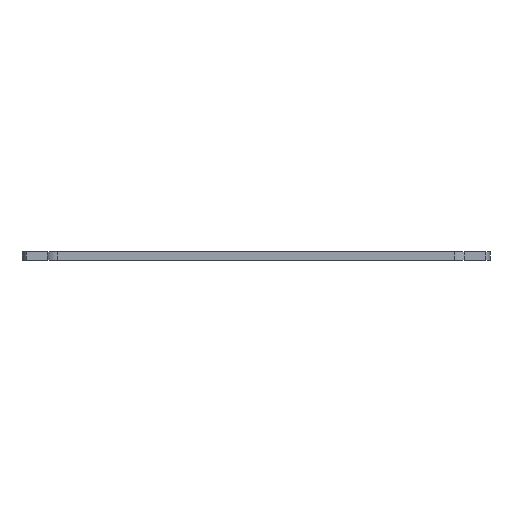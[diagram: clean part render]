
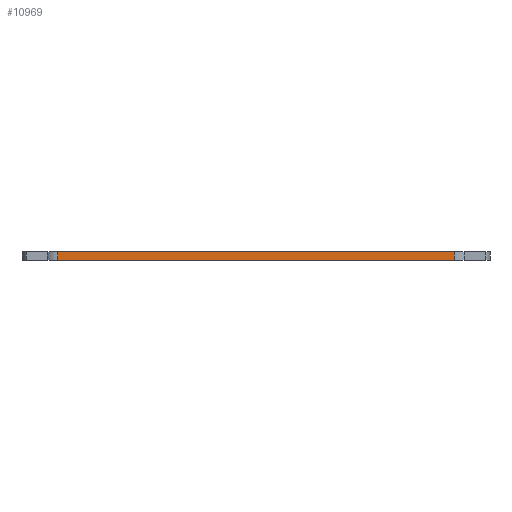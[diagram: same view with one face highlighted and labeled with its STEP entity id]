
A CAD part, left-side view. The second image highlights one B-rep face of the part: STEP entity #10969.
In plain terms, the highlighted planar face has unit normal (-1, 0, 0).
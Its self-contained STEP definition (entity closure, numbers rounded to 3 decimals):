
#83 = PLANE('',#84);
#84 = AXIS2_PLACEMENT_3D('',#85,#86,#87);
#85 = CARTESIAN_POINT('',(136.528,-69.85,1.6));
#86 = DIRECTION('',(-0.,-0.,-1.));
#87 = DIRECTION('',(-1.,0.,0.));
#137 = PLANE('',#138);
#138 = AXIS2_PLACEMENT_3D('',#139,#140,#141);
#139 = CARTESIAN_POINT('',(136.528,-69.85,0.));
#140 = DIRECTION('',(-0.,-0.,-1.));
#141 = DIRECTION('',(-1.,0.,0.));
#429 = VERTEX_POINT('',#430);
#430 = CARTESIAN_POINT('',(30.14,-107.675,0.));
#449 = CYLINDRICAL_SURFACE('',#450,2.79);
#450 = AXIS2_PLACEMENT_3D('',#451,#452,#453);
#451 = CARTESIAN_POINT('',(32.93,-107.675,0.));
#452 = DIRECTION('',(-0.,-0.,-1.));
#453 = DIRECTION('',(1.,0.,-0.));
#461 = EDGE_CURVE('',#429,#462,#464,.T.);
#462 = VERTEX_POINT('',#463);
#463 = CARTESIAN_POINT('',(30.139,-32.038,0.));
#464 = SURFACE_CURVE('',#465,(#469,#476),.PCURVE_S1.);
#465 = LINE('',#466,#467);
#466 = CARTESIAN_POINT('',(30.14,-107.675,0.));
#467 = VECTOR('',#468,1.);
#468 = DIRECTION('',(0.,1.,0.));
#469 = PCURVE('',#137,#470);
#470 = DEFINITIONAL_REPRESENTATION('',(#471),#475);
#471 = LINE('',#472,#473);
#472 = CARTESIAN_POINT('',(106.388,-37.825));
#473 = VECTOR('',#474,1.);
#474 = DIRECTION('',(0.,1.));
#475 = ( GEOMETRIC_REPRESENTATION_CONTEXT(2) 
PARAMETRIC_REPRESENTATION_CONTEXT() REPRESENTATION_CONTEXT('2D SPACE',''
  ) );
#476 = PCURVE('',#477,#482);
#477 = PLANE('',#478);
#478 = AXIS2_PLACEMENT_3D('',#479,#480,#481);
#479 = CARTESIAN_POINT('',(30.14,-107.675,0.));
#480 = DIRECTION('',(-1.,0.,0.));
#481 = DIRECTION('',(0.,1.,0.));
#482 = DEFINITIONAL_REPRESENTATION('',(#483),#487);
#483 = LINE('',#484,#485);
#484 = CARTESIAN_POINT('',(0.,0.));
#485 = VECTOR('',#486,1.);
#486 = DIRECTION('',(1.,0.));
#487 = ( GEOMETRIC_REPRESENTATION_CONTEXT(2) 
PARAMETRIC_REPRESENTATION_CONTEXT() REPRESENTATION_CONTEXT('2D SPACE',''
  ) );
#510 = CYLINDRICAL_SURFACE('',#511,2.791);
#511 = AXIS2_PLACEMENT_3D('',#512,#513,#514);
#512 = CARTESIAN_POINT('',(32.93,-32.038,0.));
#513 = DIRECTION('',(-0.,-0.,-1.));
#514 = DIRECTION('',(1.,0.,-0.));
#6080 = VERTEX_POINT('',#6081);
#6081 = CARTESIAN_POINT('',(30.14,-107.675,1.6));
#6107 = EDGE_CURVE('',#6080,#6108,#6110,.T.);
#6108 = VERTEX_POINT('',#6109);
#6109 = CARTESIAN_POINT('',(30.139,-32.038,1.6));
#6110 = SURFACE_CURVE('',#6111,(#6115,#6122),.PCURVE_S1.);
#6111 = LINE('',#6112,#6113);
#6112 = CARTESIAN_POINT('',(30.14,-107.675,1.6));
#6113 = VECTOR('',#6114,1.);
#6114 = DIRECTION('',(0.,1.,0.));
#6115 = PCURVE('',#83,#6116);
#6116 = DEFINITIONAL_REPRESENTATION('',(#6117),#6121);
#6117 = LINE('',#6118,#6119);
#6118 = CARTESIAN_POINT('',(106.388,-37.825));
#6119 = VECTOR('',#6120,1.);
#6120 = DIRECTION('',(0.,1.));
#6121 = ( GEOMETRIC_REPRESENTATION_CONTEXT(2) 
PARAMETRIC_REPRESENTATION_CONTEXT() REPRESENTATION_CONTEXT('2D SPACE',''
  ) );
#6122 = PCURVE('',#477,#6123);
#6123 = DEFINITIONAL_REPRESENTATION('',(#6124),#6128);
#6124 = LINE('',#6125,#6126);
#6125 = CARTESIAN_POINT('',(0.,-1.6));
#6126 = VECTOR('',#6127,1.);
#6127 = DIRECTION('',(1.,0.));
#6128 = ( GEOMETRIC_REPRESENTATION_CONTEXT(2) 
PARAMETRIC_REPRESENTATION_CONTEXT() REPRESENTATION_CONTEXT('2D SPACE',''
  ) );
#10919 = EDGE_CURVE('',#429,#6080,#10920,.T.);
#10920 = SURFACE_CURVE('',#10921,(#10925,#10932),.PCURVE_S1.);
#10921 = LINE('',#10922,#10923);
#10922 = CARTESIAN_POINT('',(30.14,-107.675,0.));
#10923 = VECTOR('',#10924,1.);
#10924 = DIRECTION('',(0.,0.,1.));
#10925 = PCURVE('',#449,#10926);
#10926 = DEFINITIONAL_REPRESENTATION('',(#10927),#10931);
#10927 = LINE('',#10928,#10929);
#10928 = CARTESIAN_POINT('',(-3.142,0.));
#10929 = VECTOR('',#10930,1.);
#10930 = DIRECTION('',(-0.,-1.));
#10931 = ( GEOMETRIC_REPRESENTATION_CONTEXT(2) 
PARAMETRIC_REPRESENTATION_CONTEXT() REPRESENTATION_CONTEXT('2D SPACE',''
  ) );
#10932 = PCURVE('',#477,#10933);
#10933 = DEFINITIONAL_REPRESENTATION('',(#10934),#10938);
#10934 = LINE('',#10935,#10936);
#10935 = CARTESIAN_POINT('',(0.,0.));
#10936 = VECTOR('',#10937,1.);
#10937 = DIRECTION('',(0.,-1.));
#10938 = ( GEOMETRIC_REPRESENTATION_CONTEXT(2) 
PARAMETRIC_REPRESENTATION_CONTEXT() REPRESENTATION_CONTEXT('2D SPACE',''
  ) );
#10969 = ADVANCED_FACE('',(#10970),#477,.T.);
#10970 = FACE_BOUND('',#10971,.T.);
#10971 = EDGE_LOOP('',(#10972,#10973,#10974,#10995));
#10972 = ORIENTED_EDGE('',*,*,#10919,.T.);
#10973 = ORIENTED_EDGE('',*,*,#6107,.T.);
#10974 = ORIENTED_EDGE('',*,*,#10975,.F.);
#10975 = EDGE_CURVE('',#462,#6108,#10976,.T.);
#10976 = SURFACE_CURVE('',#10977,(#10981,#10988),.PCURVE_S1.);
#10977 = LINE('',#10978,#10979);
#10978 = CARTESIAN_POINT('',(30.139,-32.038,0.));
#10979 = VECTOR('',#10980,1.);
#10980 = DIRECTION('',(0.,0.,1.));
#10981 = PCURVE('',#477,#10982);
#10982 = DEFINITIONAL_REPRESENTATION('',(#10983),#10987);
#10983 = LINE('',#10984,#10985);
#10984 = CARTESIAN_POINT('',(75.637,0.));
#10985 = VECTOR('',#10986,1.);
#10986 = DIRECTION('',(0.,-1.));
#10987 = ( GEOMETRIC_REPRESENTATION_CONTEXT(2) 
PARAMETRIC_REPRESENTATION_CONTEXT() REPRESENTATION_CONTEXT('2D SPACE',''
  ) );
#10988 = PCURVE('',#510,#10989);
#10989 = DEFINITIONAL_REPRESENTATION('',(#10990),#10994);
#10990 = LINE('',#10991,#10992);
#10991 = CARTESIAN_POINT('',(-3.142,0.));
#10992 = VECTOR('',#10993,1.);
#10993 = DIRECTION('',(-0.,-1.));
#10994 = ( GEOMETRIC_REPRESENTATION_CONTEXT(2) 
PARAMETRIC_REPRESENTATION_CONTEXT() REPRESENTATION_CONTEXT('2D SPACE',''
  ) );
#10995 = ORIENTED_EDGE('',*,*,#461,.F.);
